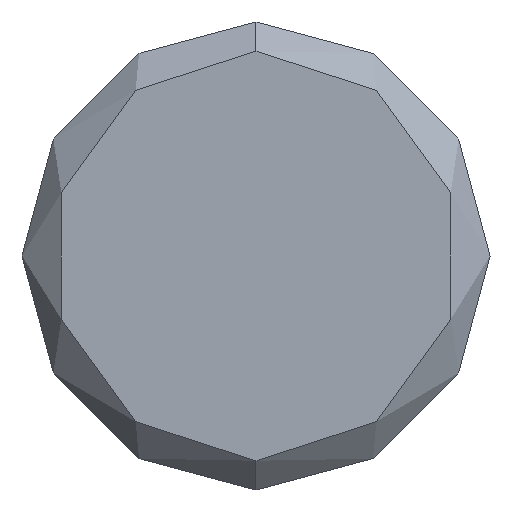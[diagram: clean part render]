
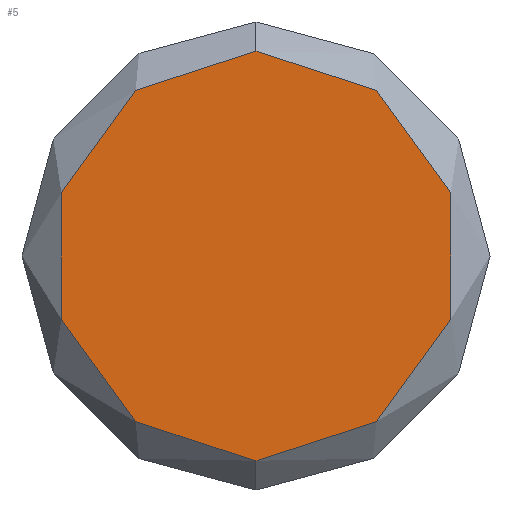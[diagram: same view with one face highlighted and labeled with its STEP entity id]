
A CAD part, left-side view. The second image highlights one B-rep face of the part: STEP entity #5.
In plain terms, the highlighted planar face has unit normal (-1, 0, 0).
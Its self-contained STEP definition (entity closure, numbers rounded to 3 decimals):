
#5 = ADVANCED_FACE ( 'NONE', ( #81 ), #186, .F. ) ;
#38 = CIRCLE ( 'NONE', #140, 3.5 ) ;
#58 = ORIENTED_EDGE ( 'NONE', *, *, #261, .T. ) ;
#70 = ORIENTED_EDGE ( 'NONE', *, *, #275, .T. ) ;
#79 = EDGE_LOOP ( 'NONE', ( #58, #70 ) ) ;
#81 = FACE_OUTER_BOUND ( 'NONE', #79, .T. ) ;
#98 = CIRCLE ( 'NONE', #145, 3.5 ) ;
#140 = AXIS2_PLACEMENT_3D ( 'NONE', #193, #200, #213 ) ;
#145 = AXIS2_PLACEMENT_3D ( 'NONE', #199, #227, #249 ) ;
#158 = DIRECTION ( 'NONE',  ( 1., 0., 0. ) ) ;
#177 = CARTESIAN_POINT ( 'NONE',  ( -3000., 0., -3.5 ) ) ;
#182 = CARTESIAN_POINT ( 'NONE',  ( -3000., 0., 0. ) ) ;
#186 = PLANE ( 'NONE',  #260 ) ;
#193 = CARTESIAN_POINT ( 'NONE',  ( -3000., 0., 0. ) ) ;
#199 = CARTESIAN_POINT ( 'NONE',  ( -3000., 0., 0. ) ) ;
#200 = DIRECTION ( 'NONE',  ( -1., 0., 0. ) ) ;
#204 = CARTESIAN_POINT ( 'NONE',  ( -3000., 0., 3.5 ) ) ;
#213 = DIRECTION ( 'NONE',  ( 0., 0., -1. ) ) ;
#223 = VERTEX_POINT ( 'NONE', #177 ) ;
#227 = DIRECTION ( 'NONE',  ( -1., 0., 0. ) ) ;
#228 = DIRECTION ( 'NONE',  ( 0., 0., -1. ) ) ;
#236 = VERTEX_POINT ( 'NONE', #204 ) ;
#249 = DIRECTION ( 'NONE',  ( 0., 0., -1. ) ) ;
#260 = AXIS2_PLACEMENT_3D ( 'NONE', #182, #158, #228 ) ;
#261 = EDGE_CURVE ( 'NONE', #223, #236, #98, .T. ) ;
#275 = EDGE_CURVE ( 'NONE', #236, #223, #38, .T. ) ;
